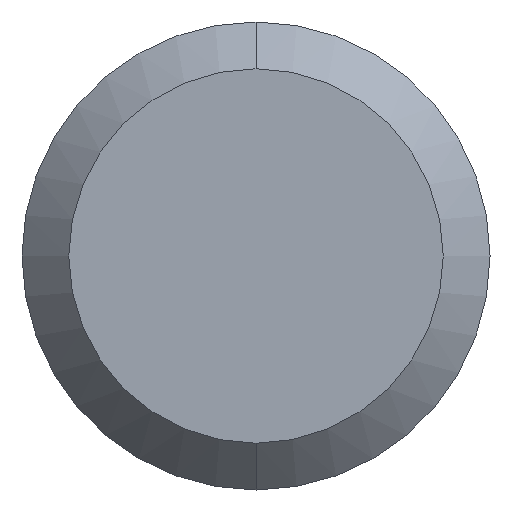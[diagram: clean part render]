
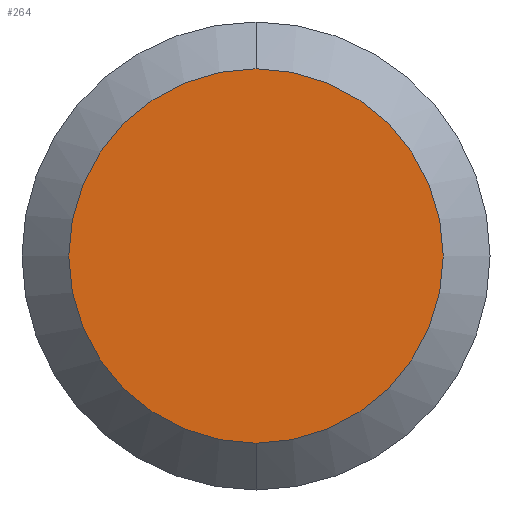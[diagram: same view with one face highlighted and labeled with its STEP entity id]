
A CAD part, front view. The second image highlights one B-rep face of the part: STEP entity #264.
In plain terms, the highlighted planar face has unit normal (0, -1, 0).
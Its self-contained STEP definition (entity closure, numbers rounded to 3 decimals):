
#4 = ORIENTED_EDGE ( 'NONE', *, *, #167, .T. ) ;
#7 = DIRECTION ( 'NONE',  ( 0., 0., 1. ) ) ;
#12 = DIRECTION ( 'NONE',  ( 0., 1., 0. ) ) ;
#26 = EDGE_LOOP ( 'NONE', ( #74, #4 ) ) ;
#33 = CIRCLE ( 'NONE', #139, 4. ) ;
#49 = CARTESIAN_POINT ( 'NONE',  ( 0., 0., -4. ) ) ;
#74 = ORIENTED_EDGE ( 'NONE', *, *, #186, .T. ) ;
#88 = AXIS2_PLACEMENT_3D ( 'NONE', #146, #106, #268 ) ;
#106 = DIRECTION ( 'NONE',  ( 0., -1., 0. ) ) ;
#108 = AXIS2_PLACEMENT_3D ( 'NONE', #169, #12, #7 ) ;
#122 = CIRCLE ( 'NONE', #88, 4. ) ;
#131 = FACE_OUTER_BOUND ( 'NONE', #26, .T. ) ;
#139 = AXIS2_PLACEMENT_3D ( 'NONE', #223, #267, #224 ) ;
#146 = CARTESIAN_POINT ( 'NONE',  ( 0., 0., 0. ) ) ;
#167 = EDGE_CURVE ( 'NONE', #178, #274, #122, .T. ) ;
#169 = CARTESIAN_POINT ( 'NONE',  ( 0., 0., 0. ) ) ;
#178 = VERTEX_POINT ( 'NONE', #49 ) ;
#186 = EDGE_CURVE ( 'NONE', #274, #178, #33, .T. ) ;
#216 = CARTESIAN_POINT ( 'NONE',  ( 0., 0., 4. ) ) ;
#223 = CARTESIAN_POINT ( 'NONE',  ( 0., 0., 0. ) ) ;
#224 = DIRECTION ( 'NONE',  ( 0., 0., 1. ) ) ;
#247 = PLANE ( 'NONE',  #108 ) ;
#264 = ADVANCED_FACE ( 'NONE', ( #131 ), #247, .F. ) ;
#267 = DIRECTION ( 'NONE',  ( 0., -1., 0. ) ) ;
#268 = DIRECTION ( 'NONE',  ( 0., 0., 1. ) ) ;
#274 = VERTEX_POINT ( 'NONE', #216 ) ;
